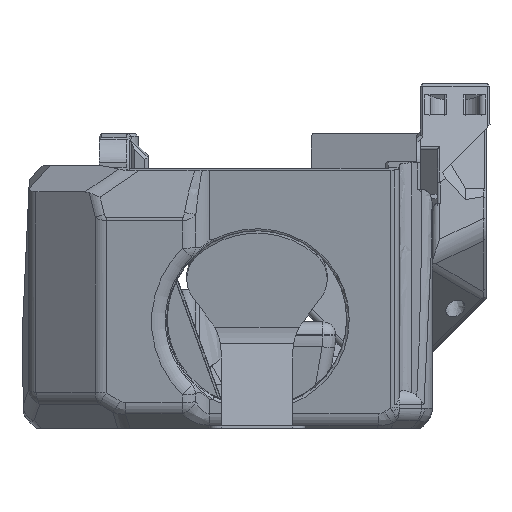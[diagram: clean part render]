
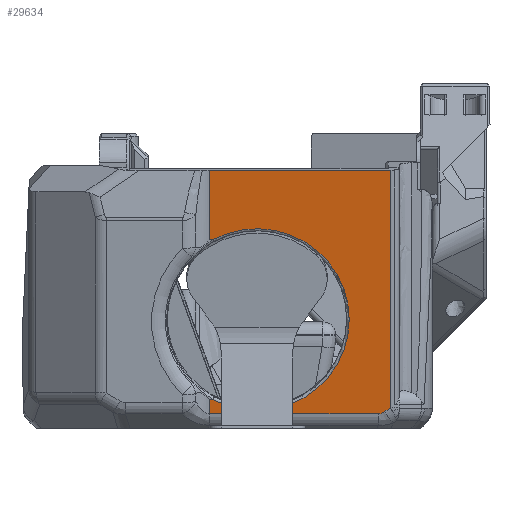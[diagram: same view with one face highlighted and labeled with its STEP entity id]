
A CAD part, left-side view. The second image highlights one B-rep face of the part: STEP entity #29634.
In plain terms, the highlighted planar face has unit normal (-0.985, 0, -0.174).
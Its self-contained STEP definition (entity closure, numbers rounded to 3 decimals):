
#1120=B_SPLINE_CURVE_WITH_KNOTS('',3,(#46971,#46972,#46973,#46974),
 .UNSPECIFIED.,.F.,.F.,(4,4),(0.,0.382),.UNSPECIFIED.);
#1140=B_SPLINE_CURVE_WITH_KNOTS('',3,(#47297,#47298,#47299,#47300),
 .UNSPECIFIED.,.F.,.F.,(4,4),(0.618,1.),.UNSPECIFIED.);
#1973=CIRCLE('',#31809,14.4);
#2633=ELLIPSE('',#31810,3.203,2.);
#5542=ORIENTED_EDGE('',*,*,#13510,.F.);
#5543=ORIENTED_EDGE('',*,*,#13638,.T.);
#5544=ORIENTED_EDGE('',*,*,#13639,.T.);
#5545=ORIENTED_EDGE('',*,*,#13640,.F.);
#5546=ORIENTED_EDGE('',*,*,#13641,.T.);
#5547=ORIENTED_EDGE('',*,*,#13642,.T.);
#5548=ORIENTED_EDGE('',*,*,#13643,.F.);
#5549=ORIENTED_EDGE('',*,*,#13644,.T.);
#5550=ORIENTED_EDGE('',*,*,#13104,.F.);
#5551=ORIENTED_EDGE('',*,*,#13129,.F.);
#13104=EDGE_CURVE('',#17332,#17333,#20044,.T.);
#13129=EDGE_CURVE('',#17350,#17332,#20062,.T.);
#13510=EDGE_CURVE('',#17622,#17350,#1120,.F.);
#13638=EDGE_CURVE('',#17622,#17714,#1973,.T.);
#13639=EDGE_CURVE('',#17714,#17715,#1140,.T.);
#13640=EDGE_CURVE('',#17716,#17715,#20379,.T.);
#13641=EDGE_CURVE('',#17716,#17717,#20380,.T.);
#13642=EDGE_CURVE('',#17717,#17718,#2633,.T.);
#13643=EDGE_CURVE('',#17719,#17718,#20381,.T.);
#13644=EDGE_CURVE('',#17719,#17333,#20382,.T.);
#17332=VERTEX_POINT('',#45261);
#17333=VERTEX_POINT('',#45263);
#17350=VERTEX_POINT('',#45322);
#17622=VERTEX_POINT('',#46970);
#17714=VERTEX_POINT('',#47296);
#17715=VERTEX_POINT('',#47301);
#17716=VERTEX_POINT('',#47303);
#17717=VERTEX_POINT('',#47305);
#17718=VERTEX_POINT('',#47307);
#17719=VERTEX_POINT('',#47309);
#20044=LINE('',#45262,#22587);
#20062=LINE('',#45323,#22605);
#20379=LINE('',#47302,#22922);
#20380=LINE('',#47304,#22923);
#20381=LINE('',#47308,#22924);
#20382=LINE('',#47310,#22925);
#22587=VECTOR('',#35392,1000.);
#22605=VECTOR('',#35430,1000.);
#22922=VECTOR('',#36215,1000.);
#22923=VECTOR('',#36216,1000.);
#22924=VECTOR('',#36219,1000.);
#22925=VECTOR('',#36220,1000.);
#25090=EDGE_LOOP('',(#5542,#5543,#5544,#5545,#5546,#5547,#5548,#5549,#5550,
#5551));
#26941=FACE_BOUND('',#25090,.T.);
#28498=PLANE('',#31808);
#29634=ADVANCED_FACE('',(#26941),#28498,.F.);
#31808=AXIS2_PLACEMENT_3D('',#47294,#36211,#36212);
#31809=AXIS2_PLACEMENT_3D('',#47295,#36213,#36214);
#31810=AXIS2_PLACEMENT_3D('',#47306,#36217,#36218);
#35392=DIRECTION('',(0.,-1.,0.));
#35430=DIRECTION('',(-0.174,0.,0.985));
#36211=DIRECTION('',(0.985,0.,0.174));
#36212=DIRECTION('',(-0.174,0.,0.985));
#36213=DIRECTION('',(0.985,0.,0.174));
#36214=DIRECTION('',(0.174,0.,-0.985));
#36215=DIRECTION('',(-0.174,0.,0.985));
#36216=DIRECTION('',(0.,-1.,0.));
#36217=DIRECTION('',(-0.985,0.,-0.174));
#36218=DIRECTION('',(-0.165,-0.304,0.938));
#36219=DIRECTION('',(0.097,0.829,-0.551));
#36220=DIRECTION('',(-0.174,0.,0.985));
#45261=CARTESIAN_POINT('',(-34.572,12.27,40.304));
#45262=CARTESIAN_POINT('',(-34.572,24.853,40.304));
#45263=CARTESIAN_POINT('',(-34.572,-16.002,40.304));
#45322=CARTESIAN_POINT('',(-32.66,12.27,29.463));
#45323=CARTESIAN_POINT('',(-31.185,12.27,21.099));
#46970=CARTESIAN_POINT('',(-32.651,11.767,29.413));
#46971=CARTESIAN_POINT('',(-32.66,12.27,29.463));
#46972=CARTESIAN_POINT('',(-32.657,12.102,29.442));
#46973=CARTESIAN_POINT('',(-32.654,11.935,29.425));
#46974=CARTESIAN_POINT('',(-32.651,11.767,29.413));
#47294=CARTESIAN_POINT('',(-31.185,24.853,21.099));
#47295=CARTESIAN_POINT('',(-30.458,4.853,16.973));
#47296=CARTESIAN_POINT('',(-28.264,11.767,4.533));
#47297=CARTESIAN_POINT('',(-28.264,11.767,4.533));
#47298=CARTESIAN_POINT('',(-28.262,11.935,4.52));
#47299=CARTESIAN_POINT('',(-28.259,12.102,4.503));
#47300=CARTESIAN_POINT('',(-28.255,12.27,4.482));
#47301=CARTESIAN_POINT('',(-28.255,12.27,4.482));
#47302=CARTESIAN_POINT('',(-31.185,12.27,21.099));
#47303=CARTESIAN_POINT('',(-27.864,12.27,2.262));
#47304=CARTESIAN_POINT('',(-27.864,-14.655,2.262));
#47305=CARTESIAN_POINT('',(-27.864,-14.07,2.262));
#47306=CARTESIAN_POINT('',(-28.404,-14.652,5.326));
#47307=CARTESIAN_POINT('',(-27.923,-15.07,2.597));
#47308=CARTESIAN_POINT('',(-27.821,-14.199,2.018));
#47309=CARTESIAN_POINT('',(-28.032,-16.002,3.216));
#47310=CARTESIAN_POINT('',(-7.663,-16.002,-112.301));
